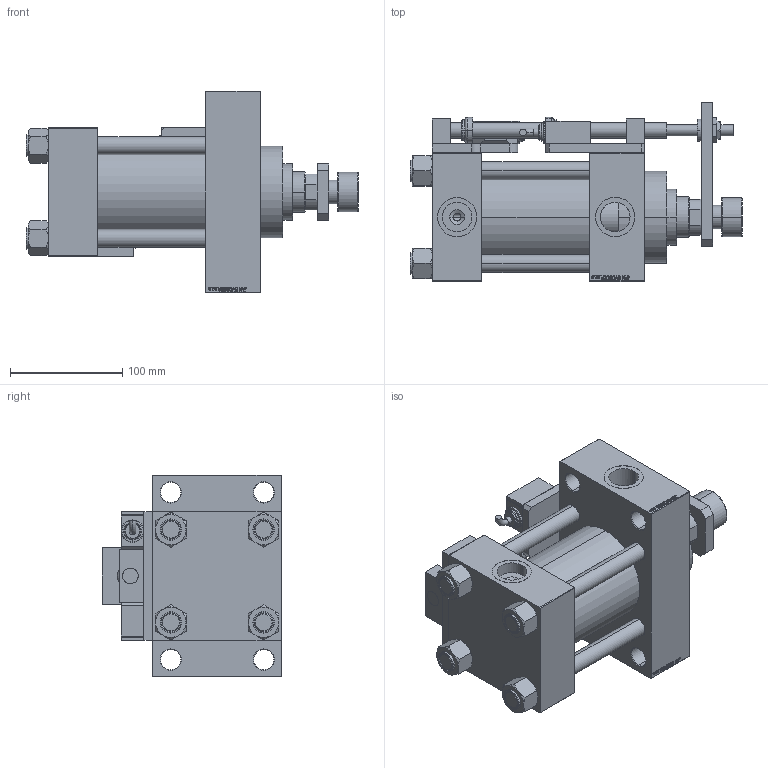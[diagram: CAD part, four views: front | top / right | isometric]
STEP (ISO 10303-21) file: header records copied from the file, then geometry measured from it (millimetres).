
FILE_DESCRIPTION (( 'STEP AP203' ), '1' );
FILE_NAME ('07c4.STEP', '2022-04-16T20:34:53', ( '' ), ( '' ), 'SwSTEP 2.0', 'SolidWorks 2019', '' );
FILE_SCHEMA (( 'CONFIG_CONTROL_DESIGN' ));
Length unit declared in the file: millimetre
Products named in the file (17): V215CD_SWITCH_Q_DIMA f380f668b70fde98b38b5ae6236c8a46; V215CD_SWITCH_Q_SWITCH f380f668b70fde98b38b5ae6236c8a46; V215CD_SWITCH_Q_TYC f380f668b70fde98b38b5ae6236c8a46; 07c4; V215CD_SWITCH_Q_NUT f380f668b70fde98b38b5ae6236c8a46; V215CD_SWITCH_Q_NUT10 f380f668b70fde98b38b5ae6236c8a46; V215CD_SWITCH_Q_PODLOZKA_BACK f380f668b70fde98b38b5ae6236c8a46; V215CD_SWITCH_Q_MAGNET f380f668b70fde98b38b5ae6236c8a46; V215CD_VCP_D f380f668b70fde98b38b5ae6236c8a46; V215CD_D_Body f380f668b70fde98b38b5ae6236c8a46; V215CD_SWITCH_Q_ZARAZKA f380f668b70fde98b38b5ae6236c8a46; V215CR_ROD_END_F f380f668b70fde98b38b5ae6236c8a46; V215CD_NUT_M5_D f380f668b70fde98b38b5ae6236c8a46; V215CD_VC_A f380f668b70fde98b38b5ae6236c8a46; V215CD_SWITCH_Q_BLOK f380f668b70fde98b38b5ae6236c8a46; V215CD_SWITCH_Q_PODLOZKA_FRONT f380f668b70fde98b38b5ae6236c8a46; V215CD_D_TYCINKA f380f668b70fde98b38b5ae6236c8a46
Assembly tree (25 placements, depth 2):
  07c4
    V215CD_D_Body f380f668b70fde98b38b5ae6236c8a46
    V215CD_VC_A f380f668b70fde98b38b5ae6236c8a46
    V215CD_VCP_D f380f668b70fde98b38b5ae6236c8a46
    V215CD_D_TYCINKA f380f668b70fde98b38b5ae6236c8a46  x4
    V215CD_NUT_M5_D f380f668b70fde98b38b5ae6236c8a46  x4
    V215CR_ROD_END_F f380f668b70fde98b38b5ae6236c8a46
    V215CD_SWITCH_Q_BLOK f380f668b70fde98b38b5ae6236c8a46  x2
    V215CD_SWITCH_Q_DIMA f380f668b70fde98b38b5ae6236c8a46
    V215CD_SWITCH_Q_MAGNET f380f668b70fde98b38b5ae6236c8a46  x2
    V215CD_SWITCH_Q_NUT f380f668b70fde98b38b5ae6236c8a46
    V215CD_SWITCH_Q_NUT10 f380f668b70fde98b38b5ae6236c8a46
    V215CD_SWITCH_Q_PODLOZKA_BACK f380f668b70fde98b38b5ae6236c8a46
    V215CD_SWITCH_Q_PODLOZKA_FRONT f380f668b70fde98b38b5ae6236c8a46
    V215CD_SWITCH_Q_SWITCH f380f668b70fde98b38b5ae6236c8a46  x2
    V215CD_SWITCH_Q_TYC f380f668b70fde98b38b5ae6236c8a46
    V215CD_SWITCH_Q_ZARAZKA f380f668b70fde98b38b5ae6236c8a46
Bounding box: 296 x 160 x 180 mm (x, y, z)
Volume: 2379326.3 mm3; surface area: 419660.3 mm2
Topology: 25 solids, 25 shells, 1401 faces, 3461 edges, 2242 vertices
Faces by surface type: plane 672, bspline 368, cylinder 164, cone 157, torus 40
Entity records: 54027 total; most frequent: CARTESIAN_POINT 26133, ORIENTED_EDGE 5862, DIRECTION 4200, EDGE_CURVE 2931, VERTEX_POINT 1916, VECTOR 1746, LINE 1746, EDGE_LOOP 1335
